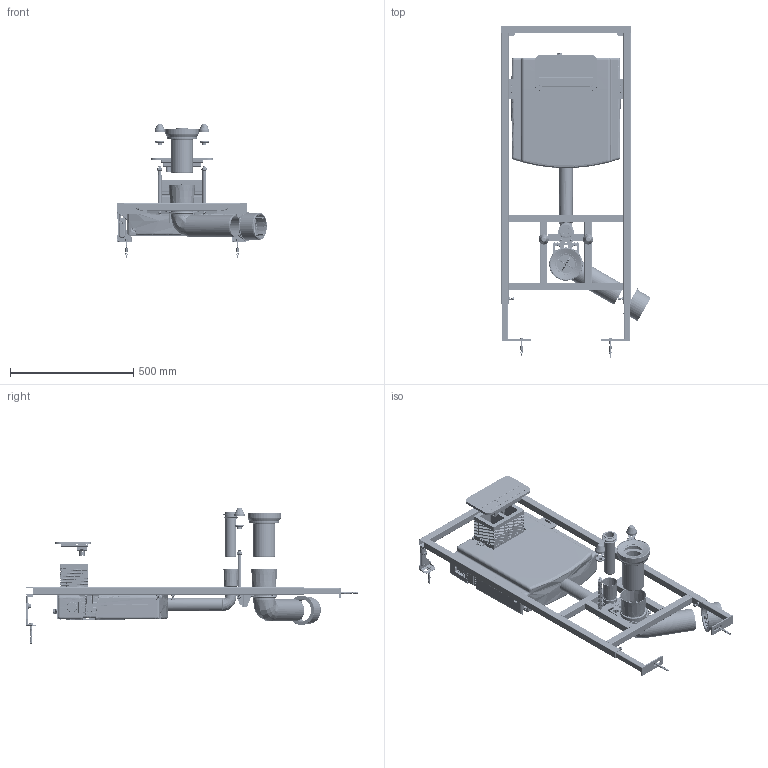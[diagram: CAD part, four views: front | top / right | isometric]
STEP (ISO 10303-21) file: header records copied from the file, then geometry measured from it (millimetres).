
FILE_DESCRIPTION((''),'2;1');
FILE_NAME('90_771_01_S005_ASM','2019-01-22T',('mberthel'),(''),'PRO/ENGINEER BY PARAMETRIC TECHNOLOGY CORPORATION, 2015030','PRO/ENGINEER BY PARAMETRIC TECHNOLOGY CORPORATION, 2015030','');
FILE_SCHEMA(('CONFIG_CONTROL_DESIGN'));
Length unit declared in the file: millimetre
Products named in the file (1): 90_771_01_S005_ASM
Bounding box: 606.21 x 1345 x 548.25 mm (x, y, z)
Surface area: 3607361.9 mm2 (no closed solid volume)
Topology: 0 solids, 892 shells, 10157 faces, 38626 edges, 28507 vertices
Faces by surface type: plane 4621, cylinder 3250, cone 855, bspline 854, torus 506, sphere 65, extrusion 6
Entity records: 568468 total; most frequent: CARTESIAN_POINT 218381, DIRECTION 56607, ORIENTED_EDGE 55726, EDGE_CURVE 38583, VERTEX_POINT 28506, VECTOR 21201, LINE 21195, AXIS2_PLACEMENT_3D 17703
